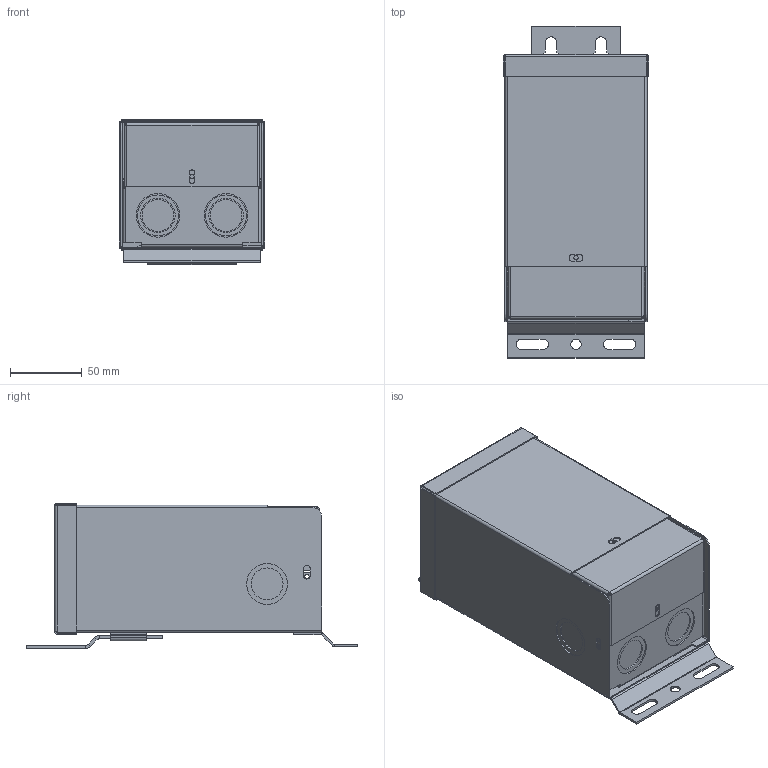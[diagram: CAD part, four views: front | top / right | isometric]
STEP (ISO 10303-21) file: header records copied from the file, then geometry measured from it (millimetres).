
FILE_DESCRIPTION (( 'STEP AP214' ), '1' );
FILE_NAME ('T253007S.STEP', '2014-10-22T12:31:15', ( '' ), ( '' ), 'SwSTEP 2.0', 'SolidWorks 2012', '' );
FILE_SCHEMA (( 'AUTOMOTIVE_DESIGN' ));
Length unit declared in the file: inch
Products named in the file (9): B   -111577-; A  1-701641-; A  1-701640-; A   -700716-; A  1-701637-; A  1-113451-; A  1-701639-; A  1-701651-; T253007S
Assembly tree (8 placements, depth 3):
  T253007S
    A  1-701637-
      A  1-701651-
      A  1-701639-
      A  1-113451-
    A   -700716-
    A  1-701640-
    A  1-701641-
    B   -111577-
Bounding box: 101.8 x 232.07 x 101.43 mm (x, y, z)
Volume: 113073.4 mm3; surface area: 227400.7 mm2
Topology: 7 solids, 7 shells, 528 faces, 1264 edges, 784 vertices
Faces by surface type: plane 326, cylinder 154, torus 16, sphere 16, bspline 12, cone 4
Entity records: 16218 total; most frequent: CARTESIAN_POINT 3256, DIRECTION 2668, ORIENTED_EDGE 2528, EDGE_CURVE 1264, AXIS2_PLACEMENT_3D 900, LINE 868, VECTOR 868, VERTEX_POINT 784
